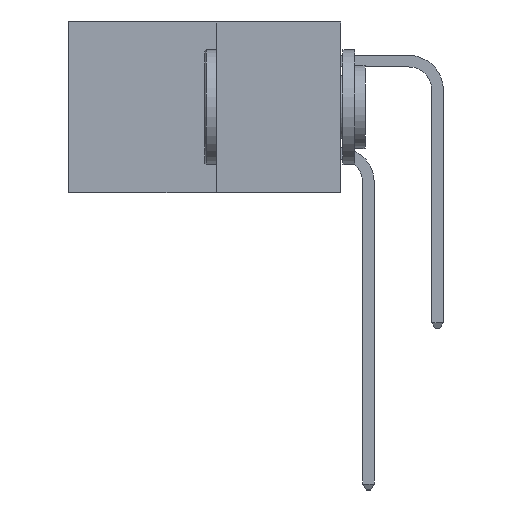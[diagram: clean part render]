
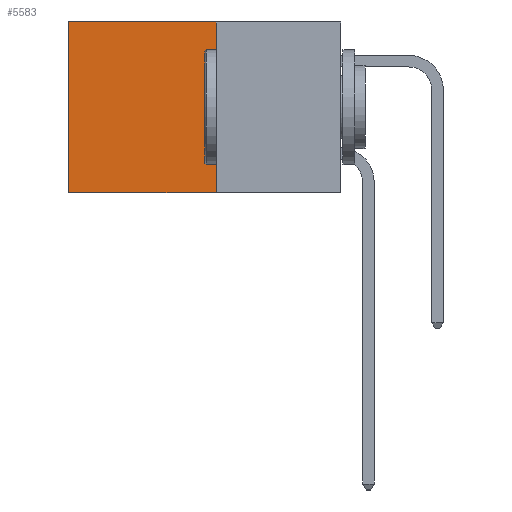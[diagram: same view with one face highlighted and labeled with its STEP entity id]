
A CAD part, left-side view. The second image highlights one B-rep face of the part: STEP entity #5583.
In plain terms, the highlighted planar face has unit normal (-1, 0, 0).
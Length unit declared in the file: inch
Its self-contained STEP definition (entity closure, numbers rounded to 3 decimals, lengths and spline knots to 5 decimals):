
#31 = EDGE_LOOP ( 'NONE', ( #14034, #13736, #15408, #13150 ) ) ;
#1159 = VECTOR ( 'NONE', #10592, 39.37008 ) ;
#1559 = FACE_OUTER_BOUND ( 'NONE', #31, .T. ) ;
#1628 = LINE ( 'NONE', #3787, #1159 ) ;
#2189 = VERTEX_POINT ( 'NONE', #15371 ) ;
#3751 = EDGE_CURVE ( 'NONE', #19195, #5597, #1628, .T. ) ;
#3787 = CARTESIAN_POINT ( 'NONE',  ( 0.277, 0.27, 0. ) ) ;
#3819 = DIRECTION ( 'NONE',  ( 0., 0., -1. ) ) ;
#3956 = AXIS2_PLACEMENT_3D ( 'NONE', #8500, #8276, #8258 ) ;
#4001 = DIRECTION ( 'NONE',  ( 0., 0., -1. ) ) ;
#4084 = CARTESIAN_POINT ( 'NONE',  ( 0.277, 0.27, -0.37 ) ) ;
#4178 = CARTESIAN_POINT ( 'NONE',  ( 0.277, 0.27, -0.37 ) ) ;
#5583 = ADVANCED_FACE ( 'NONE', ( #1559 ), #8520, .F. ) ;
#5597 = VERTEX_POINT ( 'NONE', #8093 ) ;
#7366 = VECTOR ( 'NONE', #3819, 39.37008 ) ;
#7593 = EDGE_CURVE ( 'NONE', #19195, #2189, #7828, .T. ) ;
#7828 = LINE ( 'NONE', #4084, #7366 ) ;
#8093 = CARTESIAN_POINT ( 'NONE',  ( 0.277, 0.59, 0. ) ) ;
#8258 = DIRECTION ( 'NONE',  ( 0., 0., -1. ) ) ;
#8276 = DIRECTION ( 'NONE',  ( 1., 0., 0. ) ) ;
#8500 = CARTESIAN_POINT ( 'NONE',  ( 0.277, 0.27, -0.37 ) ) ;
#8520 = PLANE ( 'NONE',  #3956 ) ;
#8860 = CARTESIAN_POINT ( 'NONE',  ( 0.277, 0.27, 0. ) ) ;
#8885 = VECTOR ( 'NONE', #16298, 39.37008 ) ;
#10592 = DIRECTION ( 'NONE',  ( 0., 1., 0. ) ) ;
#11421 = CARTESIAN_POINT ( 'NONE',  ( 0.277, 0.59, -0.37 ) ) ;
#12063 = LINE ( 'NONE', #11421, #15686 ) ;
#12722 = VERTEX_POINT ( 'NONE', #12934 ) ;
#12934 = CARTESIAN_POINT ( 'NONE',  ( 0.277, 0.59, -0.37 ) ) ;
#13150 = ORIENTED_EDGE ( 'NONE', *, *, #3751, .T. ) ;
#13736 = ORIENTED_EDGE ( 'NONE', *, *, #14383, .F. ) ;
#14034 = ORIENTED_EDGE ( 'NONE', *, *, #17754, .T. ) ;
#14383 = EDGE_CURVE ( 'NONE', #2189, #12722, #16980, .T. ) ;
#15371 = CARTESIAN_POINT ( 'NONE',  ( 0.277, 0.27, -0.37 ) ) ;
#15408 = ORIENTED_EDGE ( 'NONE', *, *, #7593, .F. ) ;
#15686 = VECTOR ( 'NONE', #4001, 39.37008 ) ;
#16298 = DIRECTION ( 'NONE',  ( 0., 1., 0. ) ) ;
#16980 = LINE ( 'NONE', #4178, #8885 ) ;
#17754 = EDGE_CURVE ( 'NONE', #5597, #12722, #12063, .T. ) ;
#19195 = VERTEX_POINT ( 'NONE', #8860 ) ;
